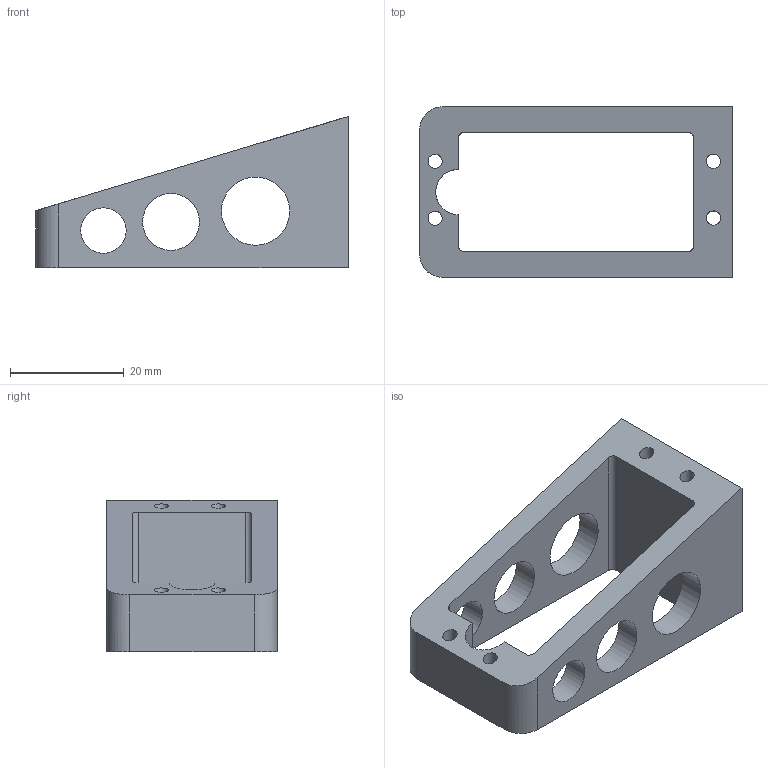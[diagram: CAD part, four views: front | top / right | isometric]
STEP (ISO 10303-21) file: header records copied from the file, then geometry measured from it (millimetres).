
FILE_DESCRIPTION(('FreeCAD Model'),'2;1');
FILE_NAME('Interface_Servo.step','2015-11-25T22:47:30',('Author'),(''), 'Open CASCADE STEP processor 6.8','FreeCAD','Unknown');
FILE_SCHEMA(('AUTOMOTIVE_DESIGN_CC2 { 1 2 10303 214 -1 1 5 4 }'));
Length unit declared in the file: millimetre
Products named in the file (2): ASSEMBLY; Pocket003
Assembly tree (1 placements, depth 2):
  ASSEMBLY
    Pocket003
Bounding box: 55 x 30 x 26.6 mm (x, y, z)
Volume: 10894.8 mm3; surface area: 7830.7 mm2
Topology: 1 solids, 1 shells, 45 faces, 114 edges, 76 vertices
Faces by surface type: cylinder 25, plane 20
Full cylindrical faces by diameter (mm): 2.5 x8, 8 x2, 10 x2, 12 x2
Entity records: 3098 total; most frequent: CARTESIAN_POINT 729, DIRECTION 442, ORIENTED_EDGE 228, PCURVE 228, DEFINITIONAL_REPRESENTATION 228, LINE 219, VECTOR 219, EDGE_CURVE 114
